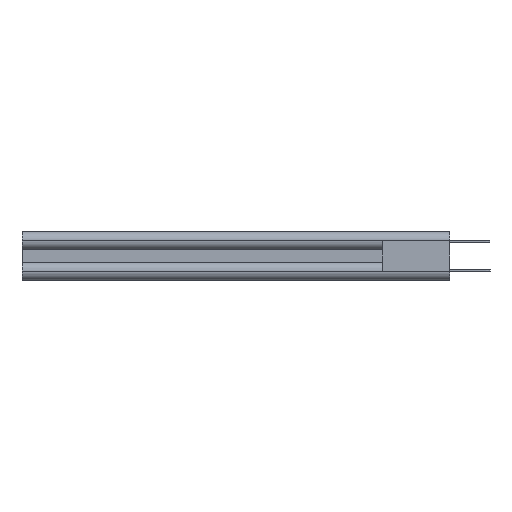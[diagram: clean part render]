
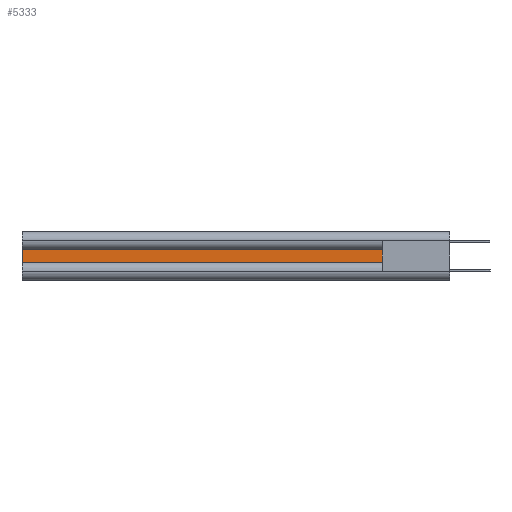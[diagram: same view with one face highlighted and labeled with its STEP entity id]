
A CAD part, left-side view. The second image highlights one B-rep face of the part: STEP entity #5333.
In plain terms, the highlighted planar face has unit normal (-1, 0, 0).
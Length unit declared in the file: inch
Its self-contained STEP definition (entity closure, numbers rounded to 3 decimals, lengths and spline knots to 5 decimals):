
#1063 = CARTESIAN_POINT ( 'NONE',  ( 0.044, 3., 0.0465 ) ) ;
#1835 = DIRECTION ( 'NONE',  ( 1., 0., 0. ) ) ;
#2110 = EDGE_CURVE ( 'NONE', #12596, #19118, #17677, .T. ) ;
#3037 = LINE ( 'NONE', #4511, #16771 ) ;
#4046 = DIRECTION ( 'NONE',  ( 0., 1., 0. ) ) ;
#4305 = EDGE_LOOP ( 'NONE', ( #14484, #7502, #21843, #4468 ) ) ;
#4468 = ORIENTED_EDGE ( 'NONE', *, *, #7851, .F. ) ;
#4511 = CARTESIAN_POINT ( 'NONE',  ( 0.044, 0.37012, -0.0465 ) ) ;
#4825 = LINE ( 'NONE', #18983, #12966 ) ;
#5333 = ADVANCED_FACE ( 'NONE', ( #10163 ), #12067, .F. ) ;
#6689 = CARTESIAN_POINT ( 'NONE',  ( 0.044, 0.37012, -0.0465 ) ) ;
#6701 = LINE ( 'NONE', #16109, #15406 ) ;
#7502 = ORIENTED_EDGE ( 'NONE', *, *, #2110, .T. ) ;
#7851 = EDGE_CURVE ( 'NONE', #8662, #9771, #4825, .T. ) ;
#8662 = VERTEX_POINT ( 'NONE', #11130 ) ;
#9771 = VERTEX_POINT ( 'NONE', #16872 ) ;
#10163 = FACE_OUTER_BOUND ( 'NONE', #4305, .T. ) ;
#10328 = DIRECTION ( 'NONE',  ( 0., 0., -1. ) ) ;
#10653 = DIRECTION ( 'NONE',  ( 0., 0., -1. ) ) ;
#10743 = EDGE_CURVE ( 'NONE', #8662, #12596, #6701, .T. ) ;
#11130 = CARTESIAN_POINT ( 'NONE',  ( 0.044, 0.473, 0.0465 ) ) ;
#12067 = PLANE ( 'NONE',  #19635 ) ;
#12596 = VERTEX_POINT ( 'NONE', #1063 ) ;
#12691 = VECTOR ( 'NONE', #10328, 39.37008 ) ;
#12966 = VECTOR ( 'NONE', #10653, 39.37008 ) ;
#14484 = ORIENTED_EDGE ( 'NONE', *, *, #10743, .T. ) ;
#15406 = VECTOR ( 'NONE', #4046, 39.37008 ) ;
#15937 = CARTESIAN_POINT ( 'NONE',  ( 0.044, 3., -0.0465 ) ) ;
#16109 = CARTESIAN_POINT ( 'NONE',  ( 0.044, 0.37012, 0.0465 ) ) ;
#16556 = DIRECTION ( 'NONE',  ( 0., 1., 0. ) ) ;
#16771 = VECTOR ( 'NONE', #16556, 39.37008 ) ;
#16872 = CARTESIAN_POINT ( 'NONE',  ( 0.044, 0.473, -0.0465 ) ) ;
#17677 = LINE ( 'NONE', #15937, #12691 ) ;
#18983 = CARTESIAN_POINT ( 'NONE',  ( 0.044, 0.473, -0.0465 ) ) ;
#19118 = VERTEX_POINT ( 'NONE', #21060 ) ;
#19635 = AXIS2_PLACEMENT_3D ( 'NONE', #6689, #1835, #21675 ) ;
#19837 = EDGE_CURVE ( 'NONE', #9771, #19118, #3037, .T. ) ;
#21060 = CARTESIAN_POINT ( 'NONE',  ( 0.044, 3., -0.0465 ) ) ;
#21675 = DIRECTION ( 'NONE',  ( 0., 0., -1. ) ) ;
#21843 = ORIENTED_EDGE ( 'NONE', *, *, #19837, .F. ) ;
